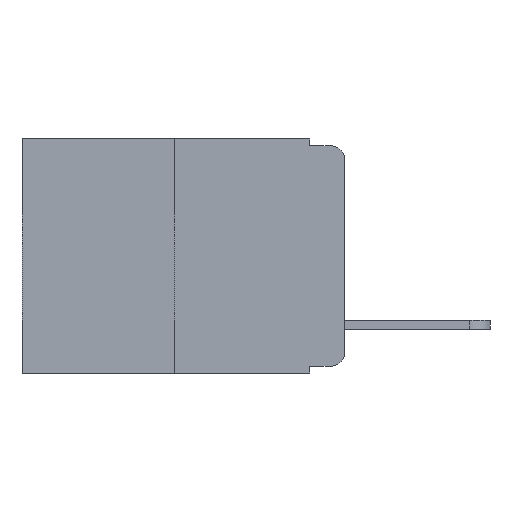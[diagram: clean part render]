
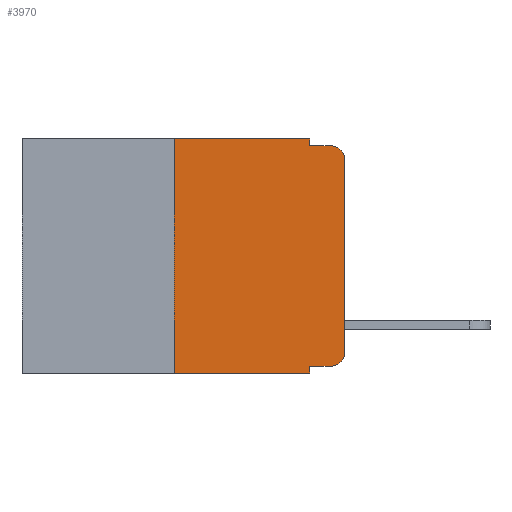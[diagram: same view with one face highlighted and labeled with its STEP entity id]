
A CAD part, left-side view. The second image highlights one B-rep face of the part: STEP entity #3970.
In plain terms, the highlighted planar face has unit normal (-1, 0, 0).
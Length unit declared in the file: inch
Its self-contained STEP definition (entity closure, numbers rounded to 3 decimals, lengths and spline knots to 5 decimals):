
#362 = DIRECTION ( 'NONE',  ( 0., -1., 0. ) ) ;
#478 = ORIENTED_EDGE ( 'NONE', *, *, #3698, .F. ) ;
#528 = VECTOR ( 'NONE', #7446, 39.37008 ) ;
#561 = DIRECTION ( 'NONE',  ( -1., 0., 0. ) ) ;
#653 = LINE ( 'NONE', #7623, #528 ) ;
#868 = CARTESIAN_POINT ( 'NONE',  ( 0., 0.25, 0. ) ) ;
#911 = DIRECTION ( 'NONE',  ( 0., 0., 1. ) ) ;
#1057 = EDGE_CURVE ( 'NONE', #3965, #6229, #1266, .T. ) ;
#1213 = VECTOR ( 'NONE', #2666, 39.37008 ) ;
#1266 = LINE ( 'NONE', #7798, #1213 ) ;
#1683 = FACE_OUTER_BOUND ( 'NONE', #3593, .T. ) ;
#1861 = LINE ( 'NONE', #8845, #5950 ) ;
#2491 = EDGE_CURVE ( 'NONE', #6229, #8767, #7702, .T. ) ;
#2510 = CARTESIAN_POINT ( 'NONE',  ( 0., 0.473, -0.343 ) ) ;
#2529 = CIRCLE ( 'NONE', #3530, 0.02 ) ;
#2542 = DIRECTION ( 'NONE',  ( 0., 0., -1. ) ) ;
#2562 = LINE ( 'NONE', #2510, #6589 ) ;
#2666 = DIRECTION ( 'NONE',  ( 0., 0., 1. ) ) ;
#2707 = ORIENTED_EDGE ( 'NONE', *, *, #7540, .T. ) ;
#2909 = VECTOR ( 'NONE', #9272, 39.37008 ) ;
#2918 = LINE ( 'NONE', #9305, #2909 ) ;
#3004 = VERTEX_POINT ( 'NONE', #10379 ) ;
#3180 = CARTESIAN_POINT ( 'NONE',  ( 0., 0.051, -0.333 ) ) ;
#3351 = VERTEX_POINT ( 'NONE', #3180 ) ;
#3398 = CARTESIAN_POINT ( 'NONE',  ( 0., 0.25, -0.343 ) ) ;
#3514 = ORIENTED_EDGE ( 'NONE', *, *, #1057, .T. ) ;
#3530 = AXIS2_PLACEMENT_3D ( 'NONE', #6363, #561, #4826 ) ;
#3593 = EDGE_LOOP ( 'NONE', ( #3514, #7726, #478, #5745, #5868, #5591, #5500, #6206, #4368, #2707 ) ) ;
#3698 = EDGE_CURVE ( 'NONE', #6243, #8767, #2918, .T. ) ;
#3863 = DIRECTION ( 'NONE',  ( 0., 0., -1. ) ) ;
#3872 = DIRECTION ( 'NONE',  ( -1., 0., 0. ) ) ;
#3935 = CARTESIAN_POINT ( 'NONE',  ( 0., 0.02, -0.03 ) ) ;
#3965 = VERTEX_POINT ( 'NONE', #8345 ) ;
#3970 = ADVANCED_FACE ( 'NONE', ( #1683 ), #8233, .F. ) ;
#4123 = EDGE_CURVE ( 'NONE', #7777, #6243, #653, .T. ) ;
#4292 = CARTESIAN_POINT ( 'NONE',  ( 0., 0.051, -0.01 ) ) ;
#4368 = ORIENTED_EDGE ( 'NONE', *, *, #6959, .T. ) ;
#4826 = DIRECTION ( 'NONE',  ( 0., 0., -1. ) ) ;
#4903 = VERTEX_POINT ( 'NONE', #3398 ) ;
#5227 = CARTESIAN_POINT ( 'NONE',  ( 0., 0.051, 0. ) ) ;
#5275 = EDGE_CURVE ( 'NONE', #4903, #3004, #2562, .T. ) ;
#5419 = VECTOR ( 'NONE', #9422, 39.37008 ) ;
#5500 = ORIENTED_EDGE ( 'NONE', *, *, #5275, .T. ) ;
#5575 = VERTEX_POINT ( 'NONE', #9133 ) ;
#5591 = ORIENTED_EDGE ( 'NONE', *, *, #6270, .F. ) ;
#5745 = ORIENTED_EDGE ( 'NONE', *, *, #4123, .F. ) ;
#5868 = ORIENTED_EDGE ( 'NONE', *, *, #9003, .F. ) ;
#5907 = LINE ( 'NONE', #7086, #5419 ) ;
#5949 = CARTESIAN_POINT ( 'NONE',  ( 0., 0.473, 0. ) ) ;
#5950 = VECTOR ( 'NONE', #2542, 39.37008 ) ;
#6006 = DIRECTION ( 'NONE',  ( 1., 0., 0. ) ) ;
#6206 = ORIENTED_EDGE ( 'NONE', *, *, #6807, .F. ) ;
#6229 = VERTEX_POINT ( 'NONE', #6796 ) ;
#6243 = VERTEX_POINT ( 'NONE', #4292 ) ;
#6270 = EDGE_CURVE ( 'NONE', #4903, #8636, #10162, .T. ) ;
#6363 = CARTESIAN_POINT ( 'NONE',  ( 0., 0.02, -0.313 ) ) ;
#6539 = DIRECTION ( 'NONE',  ( 0., 0., -1. ) ) ;
#6589 = VECTOR ( 'NONE', #362, 39.37008 ) ;
#6796 = CARTESIAN_POINT ( 'NONE',  ( 0., 0., -0.03 ) ) ;
#6807 = EDGE_CURVE ( 'NONE', #3351, #3004, #1861, .T. ) ;
#6815 = VECTOR ( 'NONE', #9859, 39.37008 ) ;
#6959 = EDGE_CURVE ( 'NONE', #3351, #5575, #8877, .T. ) ;
#7086 = CARTESIAN_POINT ( 'NONE',  ( 0., 0.473, 0. ) ) ;
#7440 = AXIS2_PLACEMENT_3D ( 'NONE', #5949, #6006, #6539 ) ;
#7446 = DIRECTION ( 'NONE',  ( 0., 0., -1. ) ) ;
#7540 = EDGE_CURVE ( 'NONE', #5575, #3965, #2529, .T. ) ;
#7623 = CARTESIAN_POINT ( 'NONE',  ( 0., 0.051, 0. ) ) ;
#7702 = CIRCLE ( 'NONE', #10373, 0.02 ) ;
#7726 = ORIENTED_EDGE ( 'NONE', *, *, #2491, .T. ) ;
#7777 = VERTEX_POINT ( 'NONE', #5227 ) ;
#7798 = CARTESIAN_POINT ( 'NONE',  ( 0., 0., 0. ) ) ;
#8210 = CARTESIAN_POINT ( 'NONE',  ( 0., 0.051, -0.333 ) ) ;
#8233 = PLANE ( 'NONE',  #7440 ) ;
#8345 = CARTESIAN_POINT ( 'NONE',  ( 0., 0., -0.313 ) ) ;
#8636 = VERTEX_POINT ( 'NONE', #9192 ) ;
#8767 = VERTEX_POINT ( 'NONE', #9838 ) ;
#8845 = CARTESIAN_POINT ( 'NONE',  ( 0., 0.051, 0. ) ) ;
#8877 = LINE ( 'NONE', #8210, #6815 ) ;
#9003 = EDGE_CURVE ( 'NONE', #8636, #7777, #5907, .T. ) ;
#9133 = CARTESIAN_POINT ( 'NONE',  ( 0., 0.02, -0.333 ) ) ;
#9192 = CARTESIAN_POINT ( 'NONE',  ( 0., 0.25, 0. ) ) ;
#9272 = DIRECTION ( 'NONE',  ( 0., -1., 0. ) ) ;
#9305 = CARTESIAN_POINT ( 'NONE',  ( 0., 0.051, -0.01 ) ) ;
#9422 = DIRECTION ( 'NONE',  ( 0., -1., 0. ) ) ;
#9838 = CARTESIAN_POINT ( 'NONE',  ( 0., 0.02, -0.01 ) ) ;
#9859 = DIRECTION ( 'NONE',  ( 0., -1., 0. ) ) ;
#9975 = VECTOR ( 'NONE', #911, 39.37008 ) ;
#10162 = LINE ( 'NONE', #868, #9975 ) ;
#10373 = AXIS2_PLACEMENT_3D ( 'NONE', #3935, #3872, #3863 ) ;
#10379 = CARTESIAN_POINT ( 'NONE',  ( 0., 0.051, -0.343 ) ) ;
